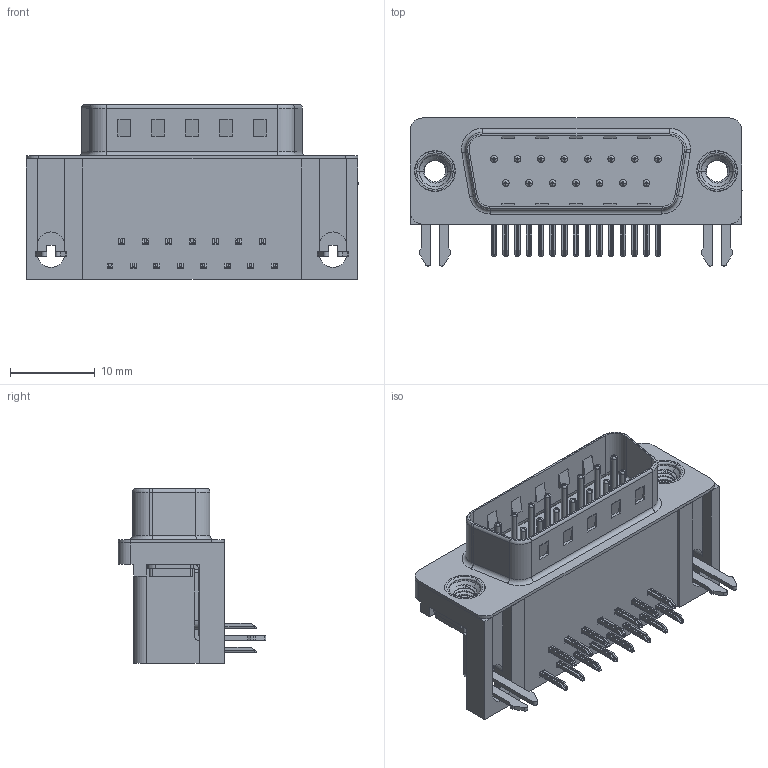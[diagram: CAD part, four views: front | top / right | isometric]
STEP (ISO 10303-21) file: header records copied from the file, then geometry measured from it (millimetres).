
FILE_DESCRIPTION (( 'STEP AP203' ), '1' );
FILE_NAME ('629-015-640-035.STEP', '2021-09-21T20:20:51', ( '' ), ( '' ), 'SwSTEP 2.0', 'SolidWorks 2020', '' );
FILE_SCHEMA (( 'CONFIG_CONTROL_DESIGN' ));
Length unit declared in the file: millimetre
Products named in the file (7): 629 Housing_15 Socket; 629 M3 Threaded Rivet; 629 Shell_15 Socket; 629 2 Prong Board Lock; 629 Contact Bottom; 629 Contact Top; 629-015-640-035
Assembly tree (21 placements, depth 2):
  629-015-640-035
    629 Housing_15 Socket
    629 Shell_15 Socket
    629 Contact Bottom  x7
    629 Contact Top  x8
    629 2 Prong Board Lock  x2
    629 M3 Threaded Rivet  x2
Bounding box: 39.22 x 17.48 x 20.6 mm (x, y, z)
Volume: 5074.9 mm3; surface area: 6081.8 mm2
Topology: 21 solids, 21 shells, 1515 faces, 3795 edges, 2359 vertices
Faces by surface type: plane 923, cylinder 457, torus 121, cone 8, bspline 6
Entity records: 19216 total; most frequent: CARTESIAN_POINT 4343, DIRECTION 2910, ORIENTED_EDGE 2820, EDGE_CURVE 1410, LINE 970, AXIS2_PLACEMENT_3D 970, VECTOR 970, VERTEX_POINT 902
